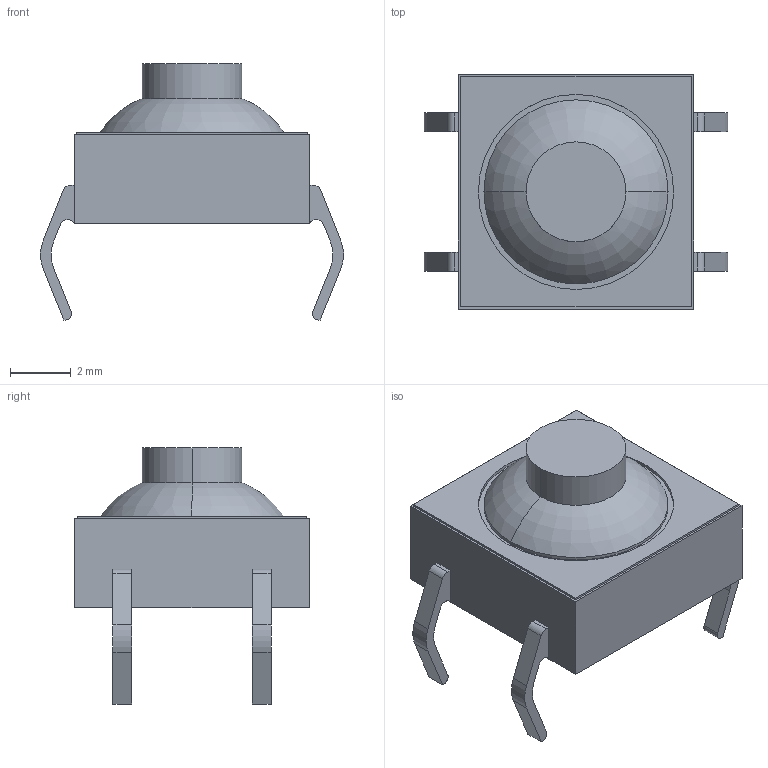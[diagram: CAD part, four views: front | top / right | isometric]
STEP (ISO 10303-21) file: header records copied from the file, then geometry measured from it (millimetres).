
FILE_DESCRIPTION (( 'STEP AP203' ), '1' );
FILE_NAME ('SW_PUSH_8mm001.step', '2019-10-07T21:49:29', ( '' ), ( '' ), 'SwSTEP 2.0', 'SolidWorks 2017', '' );
FILE_SCHEMA (( 'CONFIG_CONTROL_DESIGN' ));
Length unit declared in the file: millimetre
Products named in the file (2): SW_PUSH_8mm001; Tactal Switch -SOFT -Thru (8mmx 8mmx5.45mm)
Assembly tree (1 placements, depth 2):
  SW_PUSH_8mm001
    Tactal Switch -SOFT -Thru (8mmx 8mmx5.45mm)
Bounding box: 10.02 x 7.75 x 8.46 mm (x, y, z)
Volume: 217 mm3; surface area: 309 mm2
Topology: 1 solids, 21 shells, 246 faces, 601 edges, 396 vertices
Faces by surface type: plane 174, bspline 42, cylinder 28, torus 2
Entity records: 8188 total; most frequent: CARTESIAN_POINT 2448, ORIENTED_EDGE 1202, DIRECTION 986, EDGE_CURVE 601, VECTOR 454, LINE 454, VERTEX_POINT 396, AXIS2_PLACEMENT_3D 266
